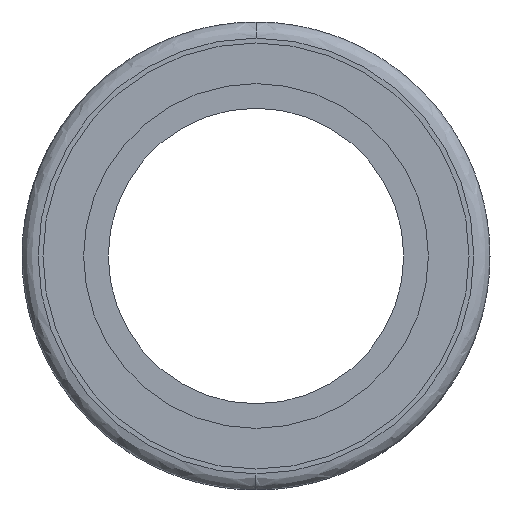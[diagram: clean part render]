
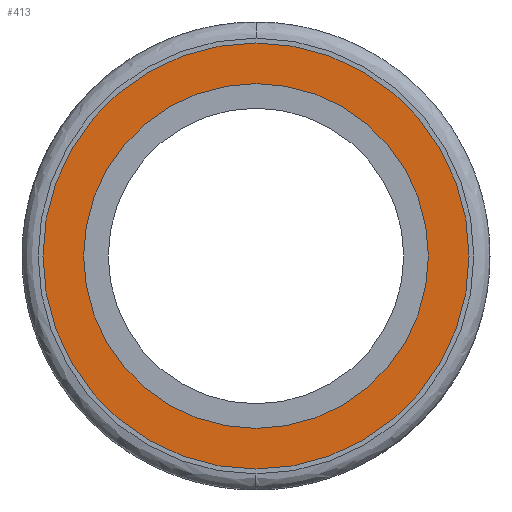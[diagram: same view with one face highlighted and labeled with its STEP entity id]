
A CAD part, left-side view. The second image highlights one B-rep face of the part: STEP entity #413.
In plain terms, the highlighted planar face has unit normal (-1, 0, 0).
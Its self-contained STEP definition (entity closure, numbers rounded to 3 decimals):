
#413=ADVANCED_FACE('',(#3178,#3179),#3177,.T.);
#3177=PLANE('',#8568);
#3178=FACE_OUTER_BOUND('',#8569,.T.);
#3179=FACE_BOUND('',#8570,.T.);
#8565=CARTESIAN_POINT('',(-35.,-17.979,-19.895));
#8566=DIRECTION('',(-1.,0.,0.));
#8567=DIRECTION('',(0.,0.,1.));
#8568=AXIS2_PLACEMENT_3D('',#8565,#8566,#8567);
#8569=EDGE_LOOP('',(#9857,#9858));
#8570=EDGE_LOOP('',(#9859,#9860));
#9857=ORIENTED_EDGE('',*,*,#10529,.T.);
#9858=ORIENTED_EDGE('',*,*,#10530,.T.);
#9859=ORIENTED_EDGE('',*,*,#10531,.F.);
#9860=ORIENTED_EDGE('',*,*,#10532,.F.);
#10529=EDGE_CURVE('',#14121,#14122,#14123,.T.);
#10530=EDGE_CURVE('',#14122,#14121,#14129,.T.);
#10531=EDGE_CURVE('',#14135,#14136,#14137,.T.);
#10532=EDGE_CURVE('',#14136,#14135,#14143,.T.);
#14121=VERTEX_POINT('',#17225);
#14122=VERTEX_POINT('',#17226);
#14123=CIRCLE('',#17230,8.65);
#14129=CIRCLE('',#17234,8.65);
#14135=VERTEX_POINT('',#17235);
#14136=VERTEX_POINT('',#17236);
#14137=CIRCLE('',#17240,7.);
#14143=CIRCLE('',#17244,7.);
#17225=CARTESIAN_POINT('',(-35.,0.,8.65));
#17226=CARTESIAN_POINT('',(-35.,0.,-8.65));
#17227=CARTESIAN_POINT('',(-35.,0.,0.));
#17228=DIRECTION('',(-1.,0.,0.));
#17229=DIRECTION('',(0.,0.,1.));
#17230=AXIS2_PLACEMENT_3D('',#17227,#17228,#17229);
#17231=CARTESIAN_POINT('',(-35.,0.,0.));
#17232=DIRECTION('',(-1.,0.,0.));
#17233=DIRECTION('',(0.,0.,1.));
#17234=AXIS2_PLACEMENT_3D('',#17231,#17232,#17233);
#17235=CARTESIAN_POINT('',(-35.,0.,-7.));
#17236=CARTESIAN_POINT('',(-35.,0.,7.));
#17237=CARTESIAN_POINT('',(-35.,0.,0.));
#17238=DIRECTION('',(-1.,0.,0.));
#17239=DIRECTION('',(0.,0.,1.));
#17240=AXIS2_PLACEMENT_3D('',#17237,#17238,#17239);
#17241=CARTESIAN_POINT('',(-35.,0.,0.));
#17242=DIRECTION('',(-1.,0.,0.));
#17243=DIRECTION('',(0.,0.,1.));
#17244=AXIS2_PLACEMENT_3D('',#17241,#17242,#17243);
